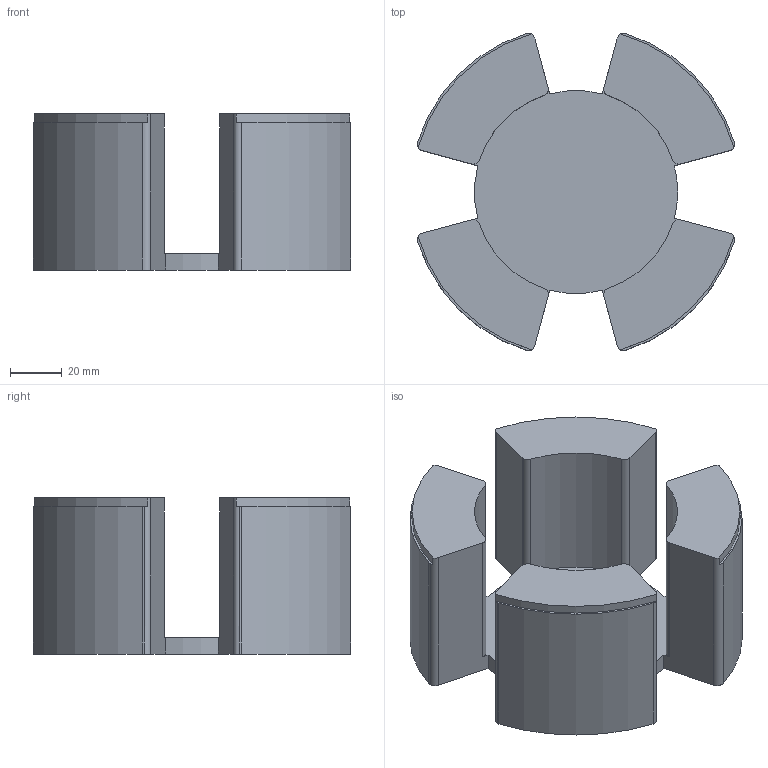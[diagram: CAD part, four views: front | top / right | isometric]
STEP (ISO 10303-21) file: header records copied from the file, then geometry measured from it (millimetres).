
FILE_DESCRIPTION (( 'STEP AP214' ), '1' );
FILE_NAME ('CT_Motor_Epoxy_Jig.STEP', '2026-02-07T22:23:16', ( '' ), ( '' ), 'SwSTEP 2.0', 'SolidWorks 2025', '' );
FILE_SCHEMA (( 'AUTOMOTIVE_DESIGN' ));
Length unit declared in the file: inch
Products named in the file (1): CT_Motor_Epoxy_Jig
Bounding box: 122.66 x 122.66 x 60.33 mm (x, y, z)
Volume: 353861.2 mm3; surface area: 57039.3 mm2
Topology: 1 solids, 1 shells, 55 faces, 159 edges, 106 vertices
Faces by surface type: cylinder 37, plane 18
Entity records: 1882 total; most frequent: DIRECTION 353, CARTESIAN_POINT 321, ORIENTED_EDGE 318, EDGE_CURVE 159, AXIS2_PLACEMENT_3D 138, VERTEX_POINT 106, CIRCLE 82, VECTOR 77
